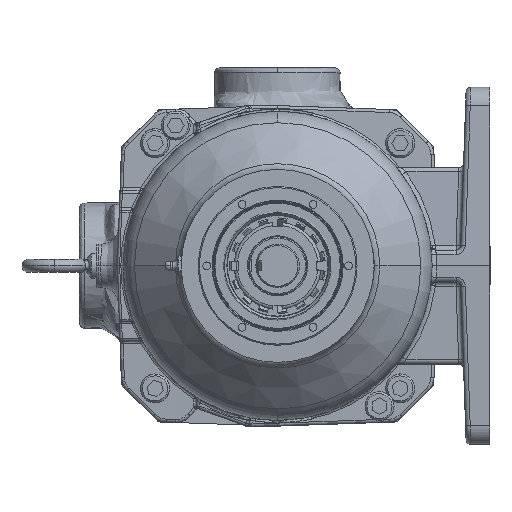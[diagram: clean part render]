
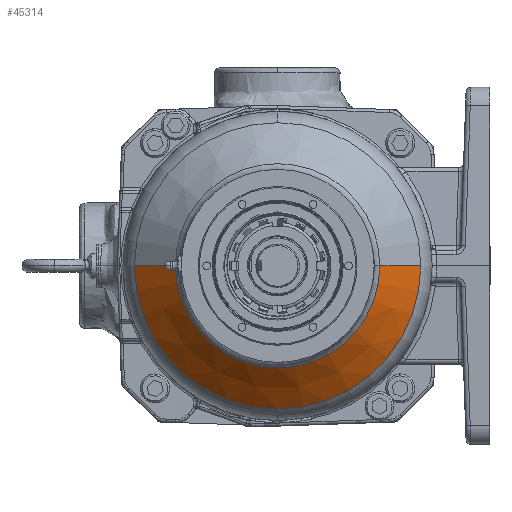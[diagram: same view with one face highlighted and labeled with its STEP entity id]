
A CAD part, left-side view. The second image highlights one B-rep face of the part: STEP entity #45314.
In plain terms, the highlighted conical face has half-angle 44.977 degrees and reference radius 67.216 mm.
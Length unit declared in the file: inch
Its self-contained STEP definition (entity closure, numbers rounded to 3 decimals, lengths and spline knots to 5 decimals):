
#5484 = AXIS2_PLACEMENT_3D ( 'NONE', #73577, #79638, #191453 ) ;
#6090 = VERTEX_POINT ( 'NONE', #180370 ) ;
#12649 = CARTESIAN_POINT ( 'NONE',  ( -6.65573, 3.70739, 0. ) ) ;
#14305 = DIRECTION ( 'NONE',  ( 0.707, 0.707, 0. ) ) ;
#16738 = EDGE_CURVE ( 'NONE', #53669, #41102, #174403, .T. ) ;
#27786 = CIRCLE ( 'NONE', #180426, 3.70739 ) ;
#41102 = VERTEX_POINT ( 'NONE', #70023 ) ;
#45314 = ADVANCED_FACE ( 'NONE', ( #108550 ), #173883, .T. ) ;
#46318 = AXIS2_PLACEMENT_3D ( 'NONE', #59006, #176169, #75857 ) ;
#53669 = VERTEX_POINT ( 'NONE', #202099 ) ;
#54390 = EDGE_LOOP ( 'NONE', ( #141991, #207242, #151962, #208384, #69993 ) ) ;
#55496 = CARTESIAN_POINT ( 'NONE',  ( -6.65573, 0., 0. ) ) ;
#59006 = CARTESIAN_POINT ( 'NONE',  ( -6.65573, 0., 0. ) ) ;
#64809 = CIRCLE ( 'NONE', #46318, 3.70739 ) ;
#69993 = ORIENTED_EDGE ( 'NONE', *, *, #195128, .F. ) ;
#70023 = CARTESIAN_POINT ( 'NONE',  ( -7.71767, -2.6463, 0. ) ) ;
#72372 = DIRECTION ( 'NONE',  ( 0., 0., 1. ) ) ;
#73577 = CARTESIAN_POINT ( 'NONE',  ( -7.71767, 0., 0. ) ) ;
#75857 = DIRECTION ( 'NONE',  ( 0., 0., 1. ) ) ;
#76467 = CARTESIAN_POINT ( 'NONE',  ( -7.71767, 0., 0. ) ) ;
#79638 = DIRECTION ( 'NONE',  ( -1., 0., 0. ) ) ;
#80099 = VECTOR ( 'NONE', #168329, 39.37008 ) ;
#83127 = EDGE_CURVE ( 'NONE', #41102, #94179, #169125, .T. ) ;
#83660 = CARTESIAN_POINT ( 'NONE',  ( -6.65573, -3.70739, 0. ) ) ;
#83996 = VECTOR ( 'NONE', #14305, 39.37008 ) ;
#89261 = LINE ( 'NONE', #197482, #83996 ) ;
#94179 = VERTEX_POINT ( 'NONE', #83660 ) ;
#108550 = FACE_OUTER_BOUND ( 'NONE', #54390, .T. ) ;
#122731 = DIRECTION ( 'NONE',  ( 0., 1., 0. ) ) ;
#129740 = VERTEX_POINT ( 'NONE', #12649 ) ;
#134727 = CARTESIAN_POINT ( 'NONE',  ( -7.71767, -2.6463, 0. ) ) ;
#141991 = ORIENTED_EDGE ( 'NONE', *, *, #83127, .F. ) ;
#151962 = ORIENTED_EDGE ( 'NONE', *, *, #215594, .T. ) ;
#159996 = DIRECTION ( 'NONE',  ( 1., 0., 0. ) ) ;
#168329 = DIRECTION ( 'NONE',  ( 0.707, -0.707, 0. ) ) ;
#169125 = LINE ( 'NONE', #134727, #80099 ) ;
#172670 = DIRECTION ( 'NONE',  ( 1., 0., 0. ) ) ;
#173883 = CONICAL_SURFACE ( 'NONE', #209847, 2.6463, 0.785 ) ;
#174403 = CIRCLE ( 'NONE', #5484, 2.6463 ) ;
#176169 = DIRECTION ( 'NONE',  ( 1., 0., 0. ) ) ;
#180370 = CARTESIAN_POINT ( 'NONE',  ( -6.65573, 0., -3.70739 ) ) ;
#180426 = AXIS2_PLACEMENT_3D ( 'NONE', #55496, #172670, #72372 ) ;
#191453 = DIRECTION ( 'NONE',  ( 0., 1., 0. ) ) ;
#195128 = EDGE_CURVE ( 'NONE', #94179, #6090, #64809, .T. ) ;
#197482 = CARTESIAN_POINT ( 'NONE',  ( -7.71767, 2.6463, 0. ) ) ;
#202099 = CARTESIAN_POINT ( 'NONE',  ( -7.71767, 2.6463, 0. ) ) ;
#207242 = ORIENTED_EDGE ( 'NONE', *, *, #16738, .F. ) ;
#208384 = ORIENTED_EDGE ( 'NONE', *, *, #209486, .F. ) ;
#209486 = EDGE_CURVE ( 'NONE', #6090, #129740, #27786, .T. ) ;
#209847 = AXIS2_PLACEMENT_3D ( 'NONE', #76467, #159996, #122731 ) ;
#215594 = EDGE_CURVE ( 'NONE', #53669, #129740, #89261, .T. ) ;
